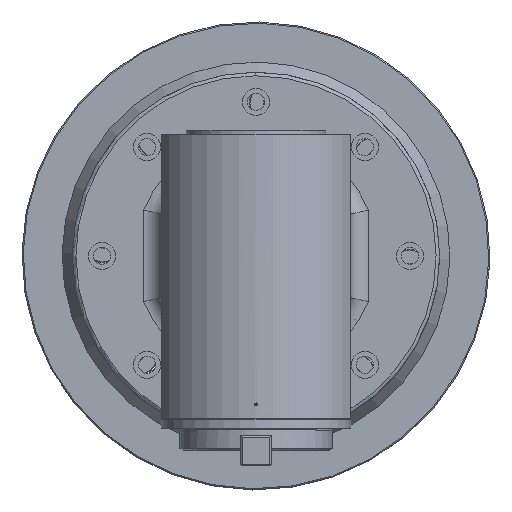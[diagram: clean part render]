
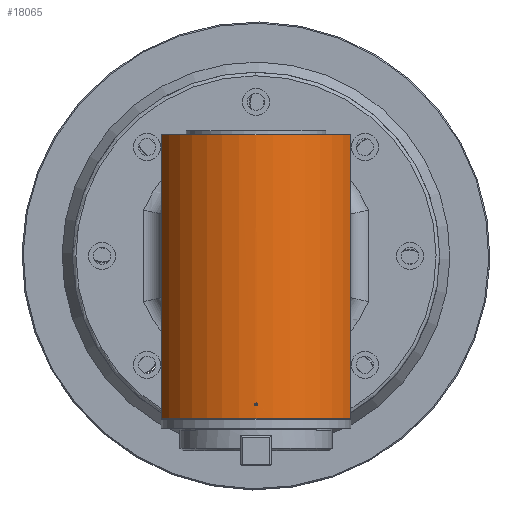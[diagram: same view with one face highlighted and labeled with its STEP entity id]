
A CAD part, top view. The second image highlights one B-rep face of the part: STEP entity #18065.
In plain terms, the highlighted cylindrical face has radius 87.5 mm (diameter 175 mm), a partial arc.
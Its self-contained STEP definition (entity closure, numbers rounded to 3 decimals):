
#194=B_SPLINE_CURVE_WITH_KNOTS('',3,(#28456,#28457,#28458,#28459,#28460,
#28461,#28462,#28463,#28464,#28465,#28466,#28467,#28468,#28469,#28470,#28471,
#28472,#28473),.UNSPECIFIED.,.F.,.F.,(4,2,2,2,2,2,2,2,4),(-0.565,
-0.518,-0.471,-0.424,-0.377,
-0.33,-0.283,-0.235,-0.188),
 .UNSPECIFIED.);
#195=B_SPLINE_CURVE_WITH_KNOTS('',3,(#28474,#28475,#28476,#28477,#28478,
#28479,#28480,#28481,#28482,#28483,#28484,#28485,#28486,#28487,#28488,#28489,
#28490,#28491,#28492),.UNSPECIFIED.,.F.,.F.,(4,2,2,2,3,2,2,2,4),(-0.188,
-0.141,-0.094,-0.047,0.,0.047,
0.094,0.141,0.188),.UNSPECIFIED.);
#326=FACE_BOUND('',#2559,.T.);
#1344=FACE_OUTER_BOUND('',#2558,.T.);
#2558=EDGE_LOOP('',(#12391,#12392,#12393,#12394));
#2559=EDGE_LOOP('',(#12395,#12396));
#3931=LINE('',#28389,#5217);
#3937=LINE('',#28430,#5223);
#5217=VECTOR('',#21937,10.);
#5223=VECTOR('',#21973,10.);
#6546=CIRCLE('',#19392,87.5);
#6547=CIRCLE('',#19394,87.5);
#7816=VERTEX_POINT('',#28373);
#7823=VERTEX_POINT('',#28387);
#7833=VERTEX_POINT('',#28427);
#7834=VERTEX_POINT('',#28429);
#7842=VERTEX_POINT('',#28454);
#7843=VERTEX_POINT('',#28455);
#9565=EDGE_CURVE('',#7816,#7823,#3931,.T.);
#9582=EDGE_CURVE('',#7833,#7834,#3937,.T.);
#9592=EDGE_CURVE('',#7833,#7816,#6546,.T.);
#9593=EDGE_CURVE('',#7823,#7834,#6547,.T.);
#9594=EDGE_CURVE('',#7842,#7843,#194,.T.);
#9595=EDGE_CURVE('',#7843,#7842,#195,.T.);
#12391=ORIENTED_EDGE('',*,*,#9592,.T.);
#12392=ORIENTED_EDGE('',*,*,#9565,.T.);
#12393=ORIENTED_EDGE('',*,*,#9593,.T.);
#12394=ORIENTED_EDGE('',*,*,#9582,.F.);
#12395=ORIENTED_EDGE('',*,*,#9594,.T.);
#12396=ORIENTED_EDGE('',*,*,#9595,.T.);
#17680=CYLINDRICAL_SURFACE('',#19393,87.5);
#18065=ADVANCED_FACE('',(#1344,#326),#17680,.T.);
#19392=AXIS2_PLACEMENT_3D('',#28451,#21990,#21991);
#19393=AXIS2_PLACEMENT_3D('',#28452,#21992,#21993);
#19394=AXIS2_PLACEMENT_3D('',#28453,#21994,#21995);
#21937=DIRECTION('',(0.,0.,1.));
#21973=DIRECTION('',(0.,0.,1.));
#21990=DIRECTION('center_axis',(0.,0.,1.));
#21991=DIRECTION('ref_axis',(0.914,0.405,0.));
#21992=DIRECTION('center_axis',(0.,0.,1.));
#21993=DIRECTION('ref_axis',(1.,0.,0.));
#21994=DIRECTION('center_axis',(0.,0.,-1.));
#21995=DIRECTION('ref_axis',(-0.914,0.405,0.));
#28373=CARTESIAN_POINT('',(-80.,327.943,-101.5));
#28387=CARTESIAN_POINT('',(-80.,327.943,137.5));
#28389=CARTESIAN_POINT('',(-80.,327.944,-150.));
#28427=CARTESIAN_POINT('',(80.,327.943,-101.5));
#28429=CARTESIAN_POINT('',(80.,327.943,137.5));
#28430=CARTESIAN_POINT('',(80.,327.944,-150.));
#28451=CARTESIAN_POINT('Origin',(0.,292.5,-101.5));
#28452=CARTESIAN_POINT('Origin',(0.,292.5,-150.));
#28453=CARTESIAN_POINT('Origin',(0.,292.5,137.5));
#28454=CARTESIAN_POINT('',(0.,380.,124.75));
#28455=CARTESIAN_POINT('',(0.,380.,127.25));
#28456=CARTESIAN_POINT('Ctrl Pts',(0.,380.,124.75));
#28457=CARTESIAN_POINT('Ctrl Pts',(0.157,380.,124.75));
#28458=CARTESIAN_POINT('Ctrl Pts',(0.324,380.,124.781));
#28459=CARTESIAN_POINT('Ctrl Pts',(0.632,379.998,124.909));
#28460=CARTESIAN_POINT('Ctrl Pts',(0.773,379.997,125.005));
#28461=CARTESIAN_POINT('Ctrl Pts',(0.995,379.994,125.227));
#28462=CARTESIAN_POINT('Ctrl Pts',(1.091,379.993,125.368));
#28463=CARTESIAN_POINT('Ctrl Pts',(1.219,379.992,125.676));
#28464=CARTESIAN_POINT('Ctrl Pts',(1.25,379.991,125.843));
#28465=CARTESIAN_POINT('Ctrl Pts',(1.25,379.991,126.157));
#28466=CARTESIAN_POINT('Ctrl Pts',(1.219,379.992,126.324));
#28467=CARTESIAN_POINT('Ctrl Pts',(1.091,379.993,126.632));
#28468=CARTESIAN_POINT('Ctrl Pts',(0.995,379.994,126.773));
#28469=CARTESIAN_POINT('Ctrl Pts',(0.773,379.997,126.995));
#28470=CARTESIAN_POINT('Ctrl Pts',(0.632,379.998,127.091));
#28471=CARTESIAN_POINT('Ctrl Pts',(0.324,380.,127.219));
#28472=CARTESIAN_POINT('Ctrl Pts',(0.157,380.,127.25));
#28473=CARTESIAN_POINT('Ctrl Pts',(0.,380.,127.25));
#28474=CARTESIAN_POINT('Ctrl Pts',(0.,380.,127.25));
#28475=CARTESIAN_POINT('Ctrl Pts',(-0.157,380.,127.25));
#28476=CARTESIAN_POINT('Ctrl Pts',(-0.324,380.,
127.219));
#28477=CARTESIAN_POINT('Ctrl Pts',(-0.632,379.998,
127.091));
#28478=CARTESIAN_POINT('Ctrl Pts',(-0.773,379.997,
126.995));
#28479=CARTESIAN_POINT('Ctrl Pts',(-0.995,379.994,126.773));
#28480=CARTESIAN_POINT('Ctrl Pts',(-1.091,379.993,126.632));
#28481=CARTESIAN_POINT('Ctrl Pts',(-1.219,379.992,126.324));
#28482=CARTESIAN_POINT('Ctrl Pts',(-1.25,379.991,126.157));
#28483=CARTESIAN_POINT('Ctrl Pts',(-1.25,379.991,126.));
#28484=CARTESIAN_POINT('Ctrl Pts',(-1.25,379.991,125.843));
#28485=CARTESIAN_POINT('Ctrl Pts',(-1.219,379.992,125.676));
#28486=CARTESIAN_POINT('Ctrl Pts',(-1.091,379.993,125.368));
#28487=CARTESIAN_POINT('Ctrl Pts',(-0.995,379.994,125.227));
#28488=CARTESIAN_POINT('Ctrl Pts',(-0.773,379.997,
125.005));
#28489=CARTESIAN_POINT('Ctrl Pts',(-0.632,379.998,
124.909));
#28490=CARTESIAN_POINT('Ctrl Pts',(-0.324,380.,
124.781));
#28491=CARTESIAN_POINT('Ctrl Pts',(-0.157,380.,124.75));
#28492=CARTESIAN_POINT('Ctrl Pts',(0.,380.,124.75));
